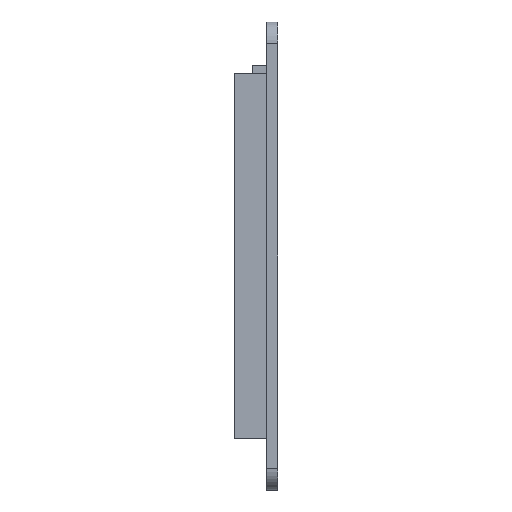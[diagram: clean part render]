
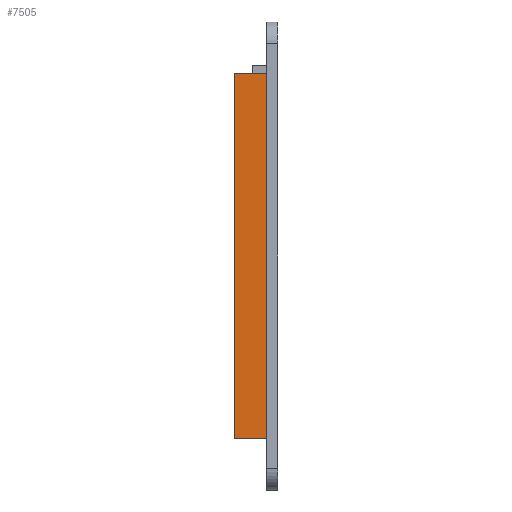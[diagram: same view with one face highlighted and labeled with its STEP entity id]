
A CAD part, left-side view. The second image highlights one B-rep face of the part: STEP entity #7505.
In plain terms, the highlighted planar face has unit normal (-1, 0, 0).
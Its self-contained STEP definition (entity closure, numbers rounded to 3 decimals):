
#505=PLANE('',#8042);
#832=FACE_OUTER_BOUND('',#1310,.T.);
#1310=EDGE_LOOP('',(#6155,#6156,#6157,#6158));
#2116=LINE('',#11434,#2924);
#2117=LINE('',#11437,#2925);
#2118=LINE('',#11439,#2926);
#2119=LINE('',#11440,#2927);
#2924=VECTOR('',#9525,10.);
#2925=VECTOR('',#9528,10.);
#2926=VECTOR('',#9529,10.);
#2927=VECTOR('',#9530,10.);
#3783=VERTEX_POINT('',#11427);
#3786=VERTEX_POINT('',#11432);
#3787=VERTEX_POINT('',#11436);
#3788=VERTEX_POINT('',#11438);
#4714=EDGE_CURVE('',#3783,#3786,#2116,.T.);
#4715=EDGE_CURVE('',#3787,#3783,#2117,.T.);
#4716=EDGE_CURVE('',#3788,#3786,#2118,.T.);
#4717=EDGE_CURVE('',#3787,#3788,#2119,.T.);
#6155=ORIENTED_EDGE('',*,*,#4715,.T.);
#6156=ORIENTED_EDGE('',*,*,#4714,.T.);
#6157=ORIENTED_EDGE('',*,*,#4716,.F.);
#6158=ORIENTED_EDGE('',*,*,#4717,.F.);
#7505=ADVANCED_FACE('',(#832),#505,.T.);
#8042=AXIS2_PLACEMENT_3D('',#11435,#9526,#9527);
#9525=DIRECTION('',(0.,1.,0.));
#9526=DIRECTION('center_axis',(-1.,0.,0.));
#9527=DIRECTION('ref_axis',(0.,0.,1.));
#9528=DIRECTION('',(0.,0.,1.));
#9529=DIRECTION('',(0.,0.,1.));
#9530=DIRECTION('',(0.,1.,0.));
#11427=CARTESIAN_POINT('',(-26.75,1.55,25.36));
#11432=CARTESIAN_POINT('',(-26.75,6.05,25.36));
#11434=CARTESIAN_POINT('',(-26.75,1.55,25.36));
#11435=CARTESIAN_POINT('Origin',(-26.75,1.55,-25.36));
#11436=CARTESIAN_POINT('',(-26.75,1.55,-25.36));
#11437=CARTESIAN_POINT('',(-26.75,1.55,-25.36));
#11438=CARTESIAN_POINT('',(-26.75,6.05,-25.36));
#11439=CARTESIAN_POINT('',(-26.75,6.05,-25.36));
#11440=CARTESIAN_POINT('',(-26.75,1.55,-25.36));
